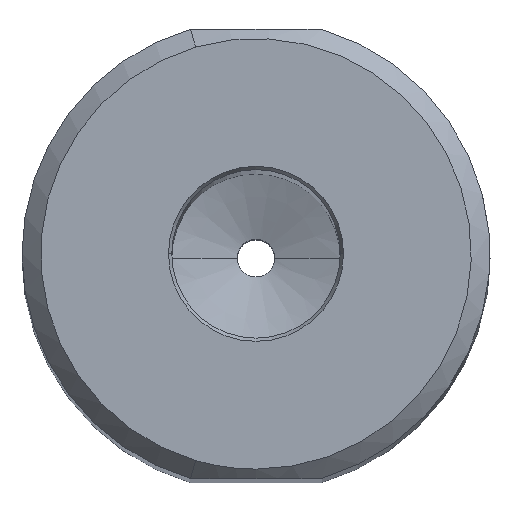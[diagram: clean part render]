
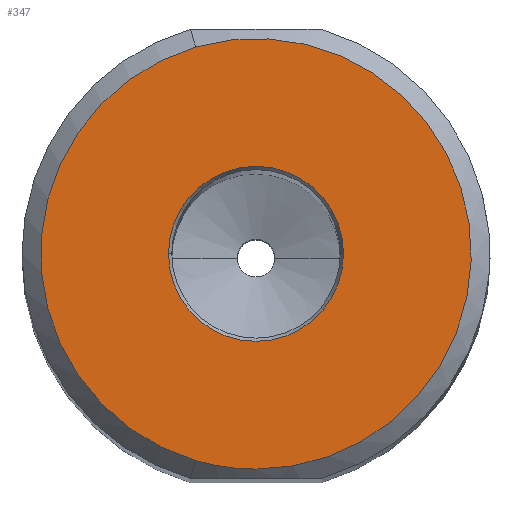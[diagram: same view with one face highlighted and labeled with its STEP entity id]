
A CAD part, top view. The second image highlights one B-rep face of the part: STEP entity #347.
In plain terms, the highlighted planar face has unit normal (0, 0, 1).
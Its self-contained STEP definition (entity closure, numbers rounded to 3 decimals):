
#347=ADVANCED_FACE('',(#434,#435),#406,.T.);
#406=PLANE('',#1297);
#434=FACE_BOUND('',#460,.T.);
#435=FACE_BOUND('',#461,.T.);
#460=EDGE_LOOP('',(#591,#592,#593));
#461=EDGE_LOOP('',(#594,#595));
#591=ORIENTED_EDGE('',*,*,#988,.F.);
#592=ORIENTED_EDGE('',*,*,#987,.F.);
#593=ORIENTED_EDGE('',*,*,#981,.F.);
#594=ORIENTED_EDGE('',*,*,#989,.F.);
#595=ORIENTED_EDGE('',*,*,#990,.F.);
#871=VERTEX_POINT('',#1988);
#872=VERTEX_POINT('',#1990);
#876=VERTEX_POINT('',#2010);
#877=VERTEX_POINT('',#2014);
#878=VERTEX_POINT('',#2015);
#981=EDGE_CURVE('',#871,#872,#1126,.T.);
#987=EDGE_CURVE('',#872,#876,#1128,.T.);
#988=EDGE_CURVE('',#876,#871,#1129,.T.);
#989=EDGE_CURVE('',#877,#878,#1130,.T.);
#990=EDGE_CURVE('',#878,#877,#1131,.T.);
#1126=CIRCLE('',#1289,11.5);
#1128=CIRCLE('',#1292,11.5);
#1129=CIRCLE('',#1293,11.5);
#1130=CIRCLE('',#1295,4.673);
#1131=CIRCLE('',#1296,4.673);
#1289=AXIS2_PLACEMENT_3D('',#1989,#1488,#1489);
#1292=AXIS2_PLACEMENT_3D('',#2009,#1495,#1496);
#1293=AXIS2_PLACEMENT_3D('',#2011,#1497,#1498);
#1295=AXIS2_PLACEMENT_3D('',#2013,#1501,#1502);
#1296=AXIS2_PLACEMENT_3D('',#2016,#1503,#1504);
#1297=AXIS2_PLACEMENT_3D('',#2017,#1505,#1506);
#1488=DIRECTION('',(0.,0.,-1.));
#1489=DIRECTION('',(-0.28,-0.96,0.));
#1495=DIRECTION('',(0.,0.,-1.));
#1496=DIRECTION('',(-0.28,0.96,0.));
#1497=DIRECTION('',(0.,0.,-1.));
#1498=DIRECTION('',(0.,-1.,0.));
#1501=DIRECTION('',(0.,0.,1.));
#1502=DIRECTION('',(1.,0.,0.));
#1503=DIRECTION('',(0.,0.,1.));
#1504=DIRECTION('',(-1.,0.,0.));
#1505=DIRECTION('',(0.,0.,1.));
#1506=DIRECTION('',(1.,0.,0.));
#1988=CARTESIAN_POINT('',(-3.22,-11.04,0.));
#1989=CARTESIAN_POINT('',(0.,0.,0.));
#1990=CARTESIAN_POINT('',(-3.22,11.04,0.));
#2009=CARTESIAN_POINT('',(0.,0.,0.));
#2010=CARTESIAN_POINT('',(0.,-11.5,0.));
#2011=CARTESIAN_POINT('',(0.,0.,0.));
#2013=CARTESIAN_POINT('',(0.,0.,0.));
#2014=CARTESIAN_POINT('',(4.673,0.,0.));
#2015=CARTESIAN_POINT('',(-4.673,0.,0.));
#2016=CARTESIAN_POINT('',(0.,0.,0.));
#2017=CARTESIAN_POINT('',(-0.007,0.006,0.));
